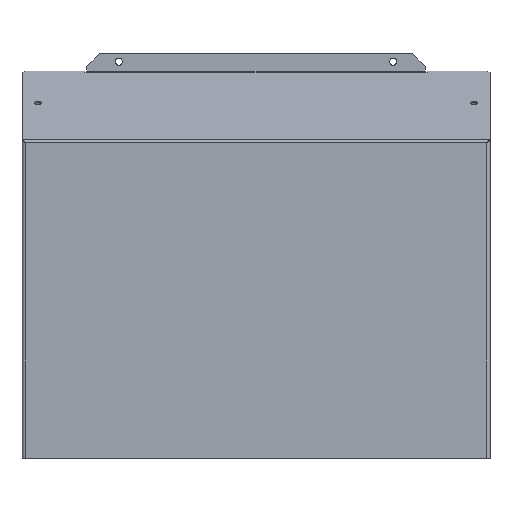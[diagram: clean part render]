
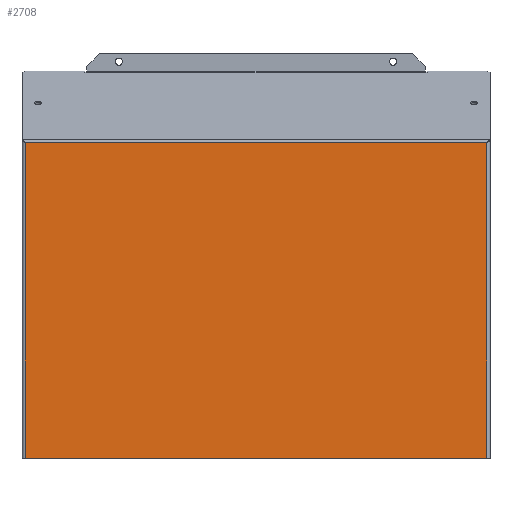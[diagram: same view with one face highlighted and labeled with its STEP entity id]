
A CAD part, top view. The second image highlights one B-rep face of the part: STEP entity #2708.
In plain terms, the highlighted planar face has unit normal (0, 0, 1).
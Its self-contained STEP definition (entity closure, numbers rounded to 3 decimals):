
#417=DIRECTION('',(0.,-1.,0.));
#418=VECTOR('',#417,195.544);
#419=CARTESIAN_POINT('',(143.,-44.456,75.));
#420=LINE('',#419,#418);
#510=DIRECTION('',(-1.,0.,0.));
#511=VECTOR('',#510,286.);
#512=CARTESIAN_POINT('',(143.,-44.456,75.));
#513=LINE('',#512,#511);
#540=DIRECTION('',(1.,0.,0.));
#541=VECTOR('',#540,286.);
#542=CARTESIAN_POINT('',(-143.,-240.,75.));
#543=LINE('',#542,#541);
#735=DIRECTION('',(0.,-1.,0.));
#736=VECTOR('',#735,195.544);
#737=CARTESIAN_POINT('',(-143.,-44.456,75.));
#738=LINE('',#737,#736);
#1435=CARTESIAN_POINT('',(143.,-240.,75.));
#1437=VERTEX_POINT('',#1435);
#1438=CARTESIAN_POINT('',(143.,-44.456,75.));
#1439=VERTEX_POINT('',#1438);
#1487=CARTESIAN_POINT('',(-143.,-240.,75.));
#1489=VERTEX_POINT('',#1487);
#1490=CARTESIAN_POINT('',(-143.,-44.456,75.));
#1491=VERTEX_POINT('',#1490);
#2695=CARTESIAN_POINT('',(0.,-43.301,75.));
#2696=DIRECTION('',(0.,0.,1.));
#2697=DIRECTION('',(0.,-1.,0.));
#2698=AXIS2_PLACEMENT_3D('',#2695,#2696,#2697);
#2699=PLANE('',#2698);
#2701=ORIENTED_EDGE('',*,*,#2700,.F.);
#2703=ORIENTED_EDGE('',*,*,#2702,.F.);
#2704=ORIENTED_EDGE('',*,*,#2685,.F.);
#2705=ORIENTED_EDGE('',*,*,#2468,.T.);
#2706=EDGE_LOOP('',(#2701,#2703,#2704,#2705));
#2707=FACE_OUTER_BOUND('',#2706,.F.);
#2708=ADVANCED_FACE('',(#2707),#2699,.T.);
#2468=EDGE_CURVE('',#1439,#1437,#420,.T.);
#2685=EDGE_CURVE('',#1439,#1491,#513,.T.);
#2700=EDGE_CURVE('',#1489,#1437,#543,.T.);
#2702=EDGE_CURVE('',#1491,#1489,#738,.T.);
